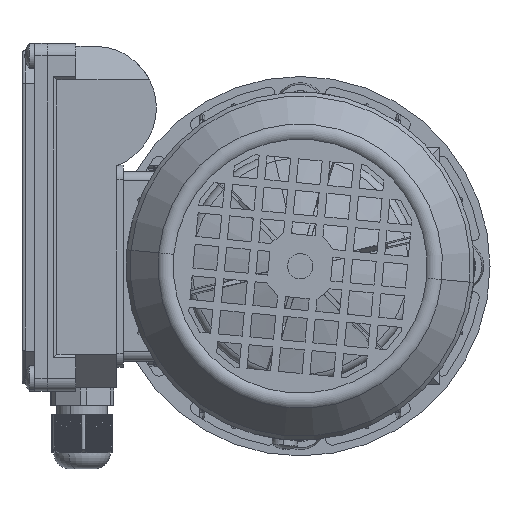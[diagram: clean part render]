
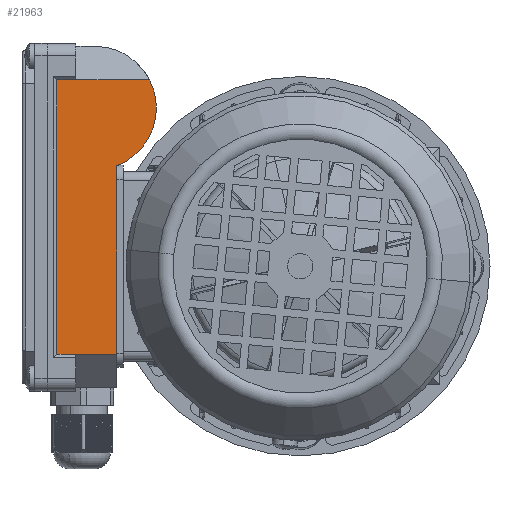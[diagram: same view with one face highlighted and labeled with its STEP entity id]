
A CAD part, left-side view. The second image highlights one B-rep face of the part: STEP entity #21963.
In plain terms, the highlighted face is planar.
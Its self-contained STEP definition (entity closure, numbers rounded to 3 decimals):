
#17110 = CARTESIAN_POINT ( 'NONE',  ( 16.3, 47., 23.5 ) ) ;
#17112 = DIRECTION ( 'NONE',  ( 0., 0., -1. ) ) ;
#17114 = DIRECTION ( 'NONE',  ( 0., -1., 0. ) ) ;
#17116 = CARTESIAN_POINT ( 'NONE',  ( 34.5, 47., 16.5 ) ) ;
#17118 = AXIS2_PLACEMENT_3D ( 'NONE', #17116, #17114, #17112 ) ;
#17119 = CIRCLE ( 'NONE', #17118, 19.5 ) ;
#17135 = CARTESIAN_POINT ( 'NONE',  ( 34.5, 47., 36. ) ) ;
#17331 = CARTESIAN_POINT ( 'NONE',  ( -43.4, 47., 23.5 ) ) ;
#17334 = DIRECTION ( 'NONE',  ( -1., 0., 0. ) ) ;
#17335 = VECTOR ( 'NONE', #17334, 1000. ) ;
#17337 = CARTESIAN_POINT ( 'NONE',  ( -54., 47., 23.5 ) ) ;
#17340 = LINE ( 'NONE', #17337, #17335 ) ;
#17614 = DIRECTION ( 'NONE',  ( 0., 0., -1. ) ) ;
#17616 = DIRECTION ( 'NONE',  ( 0., -1., 0. ) ) ;
#17617 = CARTESIAN_POINT ( 'NONE',  ( 34.5, 47., 16.5 ) ) ;
#17619 = AXIS2_PLACEMENT_3D ( 'NONE', #17617, #17616, #17614 ) ;
#17621 = CIRCLE ( 'NONE', #17619, 19.5 ) ;
#17647 = CARTESIAN_POINT ( 'NONE',  ( 43.4, 47., 33.851 ) ) ;
#18325 = DIRECTION ( 'NONE',  ( 0., 0., -1. ) ) ;
#18327 = VECTOR ( 'NONE', #18325, 1000. ) ;
#18329 = CARTESIAN_POINT ( 'NONE',  ( 43.4, 47., 42.396 ) ) ;
#18332 = LINE ( 'NONE', #18329, #18327 ) ;
#18558 = CARTESIAN_POINT ( 'NONE',  ( 43.4, 47., 10.5 ) ) ;
#19963 = CARTESIAN_POINT ( 'NONE',  ( -43.4, 47., 10.5 ) ) ;
#19966 = DIRECTION ( 'NONE',  ( 0., 0., 1. ) ) ;
#19967 = VECTOR ( 'NONE', #19966, 1000. ) ;
#19969 = CARTESIAN_POINT ( 'NONE',  ( -43.4, 47., 42.396 ) ) ;
#19971 = LINE ( 'NONE', #19969, #19967 ) ;
#19986 = CARTESIAN_POINT ( 'NONE',  ( -43.4, 47., 4.5 ) ) ;
#19988 = CARTESIAN_POINT ( 'NONE',  ( 43.4, 47., 4.5 ) ) ;
#19991 = DIRECTION ( 'NONE',  ( -1., 0., 0. ) ) ;
#19992 = VECTOR ( 'NONE', #19991, 1000. ) ;
#19994 = CARTESIAN_POINT ( 'NONE',  ( 55., 47., 4.5 ) ) ;
#19997 = LINE ( 'NONE', #19994, #19992 ) ;
#20073 = DIRECTION ( 'NONE',  ( 0., 0., -1. ) ) ;
#20074 = VECTOR ( 'NONE', #20073, 1000. ) ;
#20076 = CARTESIAN_POINT ( 'NONE',  ( 43.4, 47., 42.396 ) ) ;
#20078 = LINE ( 'NONE', #20076, #20074 ) ;
#20110 = DIRECTION ( 'NONE',  ( 0., 0., 1. ) ) ;
#20111 = VECTOR ( 'NONE', #20110, 1000. ) ;
#20113 = CARTESIAN_POINT ( 'NONE',  ( -43.4, 47., 42.396 ) ) ;
#20115 = LINE ( 'NONE', #20113, #20111 ) ;
#20317 = DIRECTION ( 'NONE',  ( 0., 0., -1. ) ) ;
#20319 = DIRECTION ( 'NONE',  ( 0., -1., 0. ) ) ;
#20321 = AXIS2_PLACEMENT_3D ( 'NONE', #20328, #20319, #20317 ) ;
#20328 = CARTESIAN_POINT ( 'NONE',  ( 55., 47., 42.396 ) ) ;
#20329 = PLANE ( 'NONE',  #20321 ) ;
#20331 = FACE_OUTER_BOUND ( 'NONE', #21969, .T. ) ;
#20744 = VERTEX_POINT ( 'NONE', #17135 ) ;
#20749 = EDGE_CURVE ( 'NONE', #20744, #20750, #17119, .T. ) ;
#20750 = VERTEX_POINT ( 'NONE', #17110 ) ;
#20829 = EDGE_CURVE ( 'NONE', #20750, #20831, #17340, .T. ) ;
#20831 = VERTEX_POINT ( 'NONE', #17331 ) ;
#20933 = VERTEX_POINT ( 'NONE', #17647 ) ;
#20940 = EDGE_CURVE ( 'NONE', #20933, #20744, #17621, .T. ) ;
#21195 = EDGE_CURVE ( 'NONE', #20933, #21275, #18332, .T. ) ;
#21275 = VERTEX_POINT ( 'NONE', #18558 ) ;
#21847 = EDGE_CURVE ( 'NONE', #21850, #21851, #19997, .T. ) ;
#21850 = VERTEX_POINT ( 'NONE', #19988 ) ;
#21851 = VERTEX_POINT ( 'NONE', #19986 ) ;
#21855 = ORIENTED_EDGE ( 'NONE', *, *, #21857, .T. ) ;
#21857 = EDGE_CURVE ( 'NONE', #21851, #21858, #19971, .T. ) ;
#21858 = VERTEX_POINT ( 'NONE', #19963 ) ;
#21862 = ORIENTED_EDGE ( 'NONE', *, *, #21863, .T. ) ;
#21863 = EDGE_CURVE ( 'NONE', #21858, #20831, #20115, .T. ) ;
#21868 = ORIENTED_EDGE ( 'NONE', *, *, #20829, .F. ) ;
#21873 = ORIENTED_EDGE ( 'NONE', *, *, #20749, .F. ) ;
#21877 = ORIENTED_EDGE ( 'NONE', *, *, #20940, .F. ) ;
#21880 = ORIENTED_EDGE ( 'NONE', *, *, #21195, .T. ) ;
#21883 = ORIENTED_EDGE ( 'NONE', *, *, #21885, .T. ) ;
#21885 = EDGE_CURVE ( 'NONE', #21275, #21850, #20078, .T. ) ;
#21963 = ADVANCED_FACE ( 'NONE', ( #20331 ), #20329, .F. ) ;
#21969 = EDGE_LOOP ( 'NONE', ( #21971, #21855, #21862, #21868, #21873, #21877, #21880, #21883 ) ) ;
#21971 = ORIENTED_EDGE ( 'NONE', *, *, #21847, .T. ) ;
